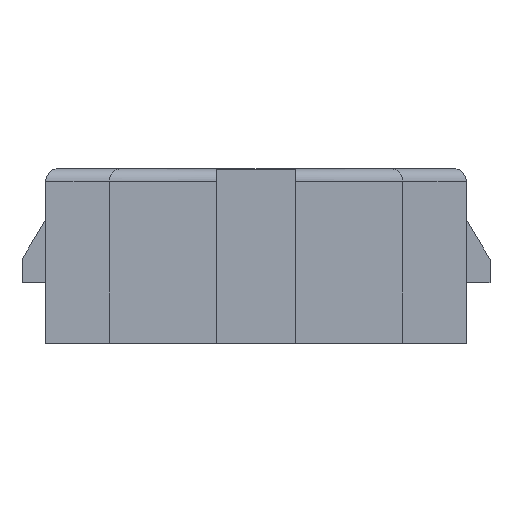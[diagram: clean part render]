
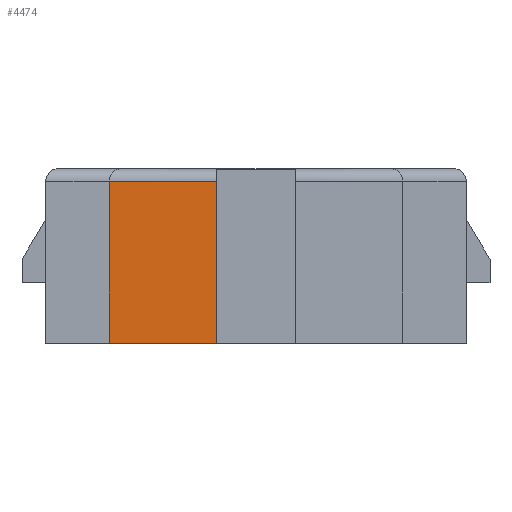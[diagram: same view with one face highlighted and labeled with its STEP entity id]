
A CAD part, front view. The second image highlights one B-rep face of the part: STEP entity #4474.
In plain terms, the highlighted planar face has unit normal (0, -1, 0).
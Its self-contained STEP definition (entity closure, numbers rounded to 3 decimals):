
#425=DIRECTION('',(0.,0.,1.));
#426=VECTOR('',#425,1.02);
#427=CARTESIAN_POINT('',(-0.25,-1.455,-1.1));
#428=LINE('',#427,#426);
#429=DIRECTION('',(0.,0.,1.));
#430=VECTOR('',#429,1.02);
#431=CARTESIAN_POINT('',(-0.925,-1.455,-1.1));
#432=LINE('',#431,#430);
#433=DIRECTION('',(1.,0.,0.));
#434=VECTOR('',#433,0.675);
#435=CARTESIAN_POINT('',(-0.925,-1.455,-0.08));
#436=LINE('',#435,#434);
#537=DIRECTION('',(-1.,0.,0.));
#538=VECTOR('',#537,0.675);
#539=CARTESIAN_POINT('',(-0.25,-1.455,-1.1));
#540=LINE('',#539,#538);
#3250=CARTESIAN_POINT('',(-0.925,-1.455,-1.1));
#3251=VERTEX_POINT('',#3250);
#3808=CARTESIAN_POINT('',(-0.925,-1.455,-0.08));
#3809=VERTEX_POINT('',#3808);
#3839=CARTESIAN_POINT('',(-0.25,-1.455,-1.1));
#3841=VERTEX_POINT('',#3839);
#3847=CARTESIAN_POINT('',(-0.25,-1.455,-0.08));
#3848=VERTEX_POINT('',#3847);
#4460=CARTESIAN_POINT('',(-0.925,-1.455,0.));
#4461=DIRECTION('',(0.,-1.,0.));
#4462=DIRECTION('',(1.,0.,0.));
#4463=AXIS2_PLACEMENT_3D('',#4460,#4461,#4462);
#4464=PLANE('',#4463);
#4466=ORIENTED_EDGE('',*,*,#4465,.F.);
#4468=ORIENTED_EDGE('',*,*,#4467,.T.);
#4469=ORIENTED_EDGE('',*,*,#4452,.T.);
#4471=ORIENTED_EDGE('',*,*,#4470,.T.);
#4472=EDGE_LOOP('',(#4466,#4468,#4469,#4471));
#4473=FACE_OUTER_BOUND('',#4472,.F.);
#4474=ADVANCED_FACE('',(#4473),#4464,.T.);
#4452=EDGE_CURVE('',#3251,#3809,#432,.T.);
#4465=EDGE_CURVE('',#3841,#3848,#428,.T.);
#4467=EDGE_CURVE('',#3841,#3251,#540,.T.);
#4470=EDGE_CURVE('',#3809,#3848,#436,.T.);
